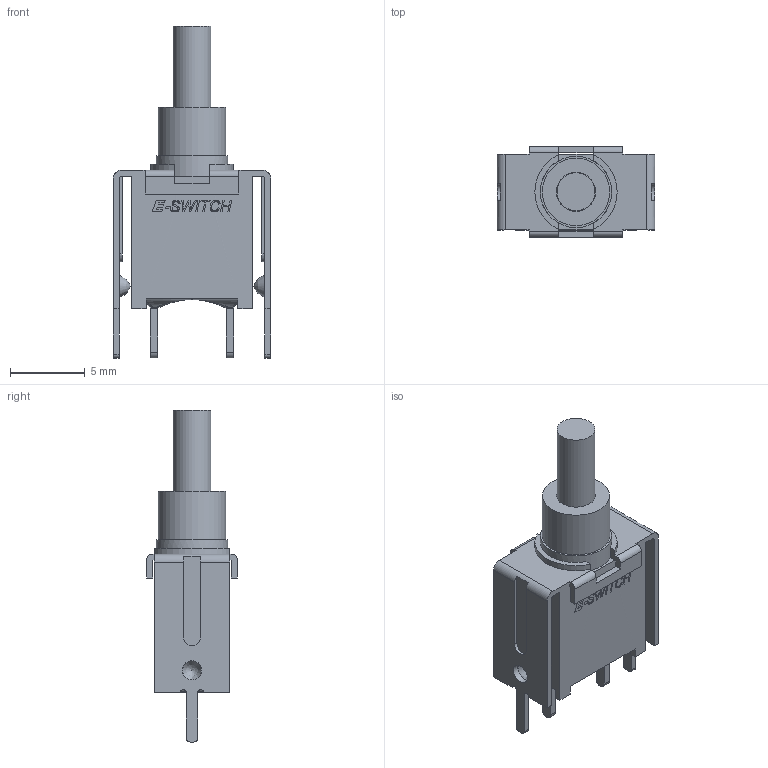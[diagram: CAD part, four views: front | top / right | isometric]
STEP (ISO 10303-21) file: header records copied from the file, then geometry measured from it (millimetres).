
FILE_DESCRIPTION((' '),'2;1');
FILE_NAME('800AWSP9VS2xE.stp','2017-07-28T15:53:16',(' '),(' '),' ','ACIS',' ');
FILE_SCHEMA(('CONFIG_CONTROL_DESIGN'));
Length unit declared in the file: inch
Products named in the file (3): 800AWSP9VS2xE.stp; Body1; Body2
Assembly tree (2 placements, depth 2):
  800AWSP9VS2xE.stp
    Body1
    Body2
Bounding box: 10.56 x 6.1 x 22.27 mm (x, y, z)
Volume: 495.3 mm3; surface area: 794.6 mm2
Topology: 2 solids, 2 shells, 247 faces, 657 edges, 423 vertices
Faces by surface type: plane 160, bspline 48, cylinder 39
Full cylindrical faces by diameter (mm): 1.291 x2, 2.54 x1, 2.63 x1, 4.52 x1, 4.78 x1
Entity records: 8319 total; most frequent: CARTESIAN_POINT 2133, ORIENTED_EDGE 1278, DIRECTION 1050, EDGE_CURVE 639, VECTOR 452, LINE 452, VERTEX_POINT 415, AXIS2_PLACEMENT_3D 299
